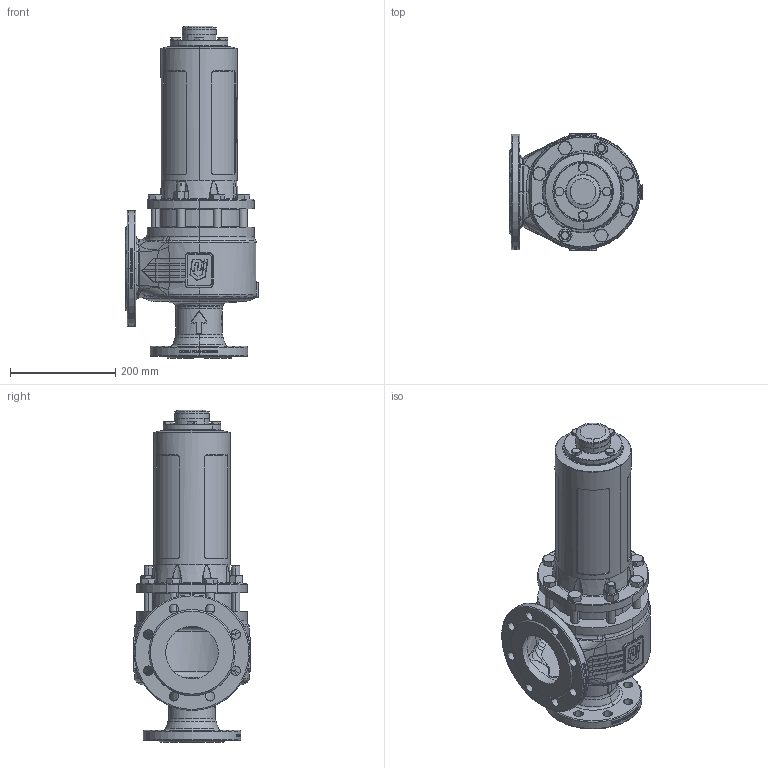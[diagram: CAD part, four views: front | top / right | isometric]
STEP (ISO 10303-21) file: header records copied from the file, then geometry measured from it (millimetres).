
FILE_DESCRIPTION(('HOOPS Exchange Step'),'2;1');
FILE_NAME('SF0402_DN65_DN65-100.stp','2025-06-26T08:45:28+02:00',('nieru'),('Unknown organisation'),'HOOPS Exchange 2024.2','HOOPS Exchange','Unknown authorisation');
FILE_SCHEMA( ('AP203_CONFIGURATION_CONTROLLED_3D_DESIGN_OF_MECHANICAL_PARTS_AND_ASSEMBLIES_MIM_LF') );
Length unit declared in the file: millimetre
Products named in the file (2): 0; root
Assembly tree (1 placements, depth 2):
  root
    0
Bounding box: 253 x 221.05 x 631.35 mm (x, y, z)
Volume: 4417339.3 mm3; surface area: 977895.1 mm2
Topology: 20 solids, 20 shells, 2032 faces, 5078 edges, 3107 vertices
Faces by surface type: bspline 718, plane 517, cylinder 358, cone 237, torus 101, extrusion 100, sphere 1
Full cylindrical faces by diameter (mm): 63 x1, 65 x1
Entity records: 158872 total; most frequent: CARTESIAN_POINT 117582, ORIENTED_EDGE 9964, DIRECTION 6138, EDGE_CURVE 4982, VERTEX_POINT 3107, B_SPLINE_CURVE_WITH_KNOTS 2523, AXIS2_PLACEMENT_3D 2387, EDGE_LOOP 2235
